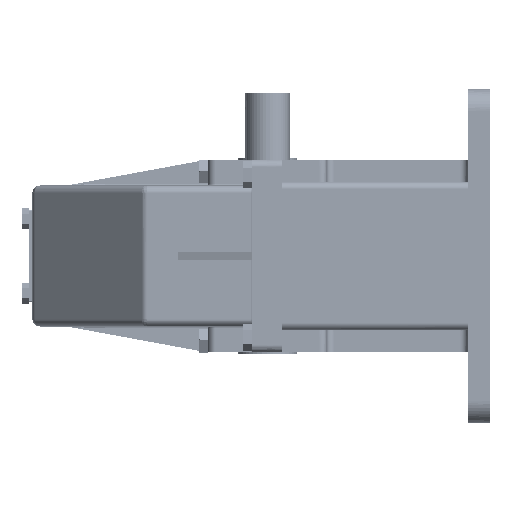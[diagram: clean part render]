
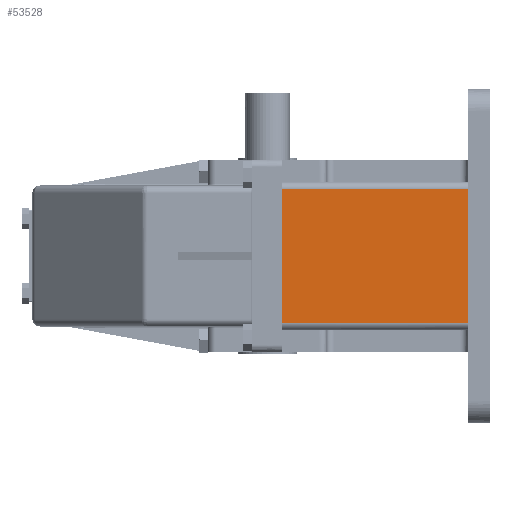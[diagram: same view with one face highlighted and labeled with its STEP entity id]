
A CAD part, left-side view. The second image highlights one B-rep face of the part: STEP entity #53528.
In plain terms, the highlighted free-form (B-spline) face has degree [1, 1] with [2, 2] control points.
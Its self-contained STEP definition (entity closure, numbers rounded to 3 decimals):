
#49277 = VERTEX_POINT('',#49278);
#49278 = CARTESIAN_POINT('',(-940.713,92.347,
    1586.958));
#49284 = EDGE_CURVE('',#49277,#49285,#49287,.T.);
#49285 = VERTEX_POINT('',#49286);
#49286 = CARTESIAN_POINT('',(-940.713,92.347,
    1856.441));
#49287 = B_SPLINE_CURVE_WITH_KNOTS('',1,(#49288,#49289),.UNSPECIFIED.,
  .F.,.F.,(2,2),(-190.,-10.),.PIECEWISE_BEZIER_KNOTS.);
#49288 = CARTESIAN_POINT('',(-940.713,92.347,
    1586.958));
#49289 = CARTESIAN_POINT('',(-940.713,92.347,
    1856.441));
#53123 = VERTEX_POINT('',#53124);
#53124 = CARTESIAN_POINT('',(-940.713,-281.936,
    1856.441));
#53130 = EDGE_CURVE('',#53131,#53123,#53133,.T.);
#53131 = VERTEX_POINT('',#53132);
#53132 = CARTESIAN_POINT('',(-940.713,-281.936,
    1586.958));
#53133 = B_SPLINE_CURVE_WITH_KNOTS('',1,(#53134,#53135),.UNSPECIFIED.,
  .F.,.F.,(2,2),(-190.,-10.),.PIECEWISE_BEZIER_KNOTS.);
#53134 = CARTESIAN_POINT('',(-940.713,-281.936,
    1586.958));
#53135 = CARTESIAN_POINT('',(-940.713,-281.936,
    1856.441));
#53528 = ADVANCED_FACE('',(#53529),#53543,.F.);
#53529 = FACE_BOUND('',#53530,.T.);
#53530 = EDGE_LOOP('',(#53531,#53532,#53537,#53538));
#53531 = ORIENTED_EDGE('',*,*,#49284,.F.);
#53532 = ORIENTED_EDGE('',*,*,#53533,.T.);
#53533 = EDGE_CURVE('',#49277,#53131,#53534,.T.);
#53534 = B_SPLINE_CURVE_WITH_KNOTS('',1,(#53535,#53536),.UNSPECIFIED.,
  .F.,.F.,(2,2),(0.,250.),.PIECEWISE_BEZIER_KNOTS.);
#53535 = CARTESIAN_POINT('',(-940.713,92.347,
    1586.958));
#53536 = CARTESIAN_POINT('',(-940.713,-281.936,
    1586.958));
#53537 = ORIENTED_EDGE('',*,*,#53130,.T.);
#53538 = ORIENTED_EDGE('',*,*,#53539,.T.);
#53539 = EDGE_CURVE('',#53123,#49285,#53540,.T.);
#53540 = B_SPLINE_CURVE_WITH_KNOTS('',1,(#53541,#53542),.UNSPECIFIED.,
  .F.,.F.,(2,2),(-250.,0.),.PIECEWISE_BEZIER_KNOTS.);
#53541 = CARTESIAN_POINT('',(-940.713,-281.936,
    1856.441));
#53542 = CARTESIAN_POINT('',(-940.713,92.347,
    1856.441));
#53543 = B_SPLINE_SURFACE_WITH_KNOTS('',1,1,(
    (#53544,#53545)
    ,(#53546,#53547
    )),.UNSPECIFIED.,.F.,.F.,.F.,(2,2),(2,2),(10.,190.),(-250.,0.),
  .PIECEWISE_BEZIER_KNOTS.);
#53544 = CARTESIAN_POINT('',(-940.713,-281.936,
    1856.441));
#53545 = CARTESIAN_POINT('',(-940.713,92.347,
    1856.441));
#53546 = CARTESIAN_POINT('',(-940.713,-281.936,
    1586.958));
#53547 = CARTESIAN_POINT('',(-940.713,92.347,
    1586.958));
